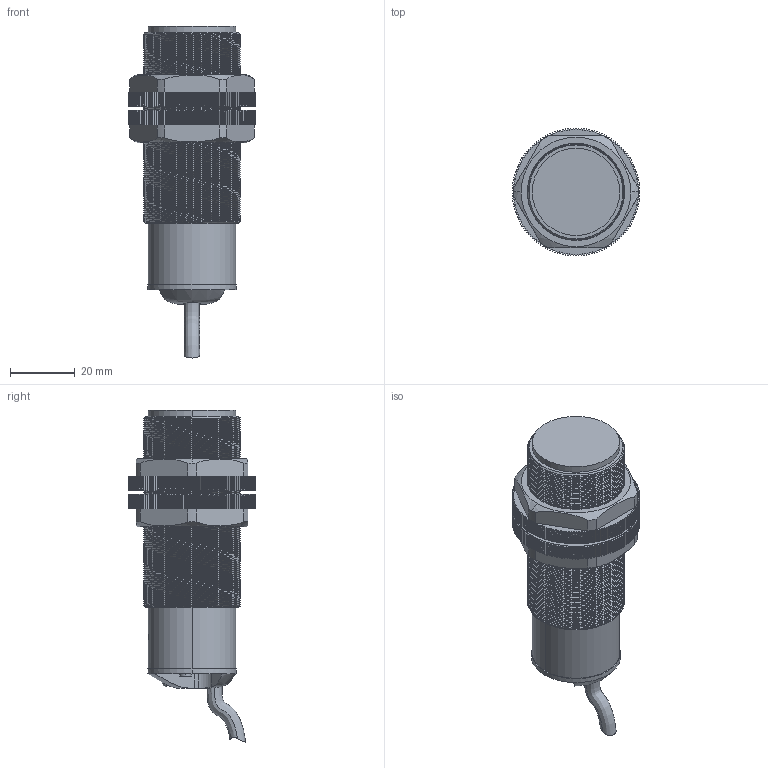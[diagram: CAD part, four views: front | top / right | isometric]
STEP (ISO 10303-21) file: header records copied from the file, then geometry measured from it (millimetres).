
FILE_DESCRIPTION (( 'STEP AP214' ), '1' );
FILE_NAME ('Ñáîðêà CAP30_K.STEP', '2020-08-04T07:19:27', ( 'managet2' ), ( '' ), 'SwSTEP 2.0', 'SolidWorks 2016', '' );
FILE_SCHEMA (( 'AUTOMOTIVE_DESIGN' ));
Length unit declared in the file: millimetre
Products named in the file (6): CAP30-Ãàéêà; CAP30_K; 栖闉罻 CAP30_K
Assembly tree (3 placements, depth 2):
  CAP30-Ãàéêà
  CAP30_K
  栖闉罻 CAP30_K
    CAP30_K
    CAP30-Ãàéêà  x2
  CAP30-Ãàéêà
Bounding box: 39.49 x 39.5 x 102.58 mm (x, y, z)
Volume: 60701.7 mm3; surface area: 21402.7 mm2
Topology: 7 solids, 7 shells, 2696 faces, 7650 edges, 4977 vertices
Faces by surface type: cylinder 1674, plane 683, cone 306, bspline 19, torus 12, sphere 2
Entity records: 66705 total; most frequent: CARTESIAN_POINT 29195, ORIENTED_EDGE 8352, DIRECTION 6479, EDGE_CURVE 4176, VERTEX_POINT 2721, AXIS2_PLACEMENT_3D 2602, EDGE_LOOP 1487, ADVANCED_FACE 1476
